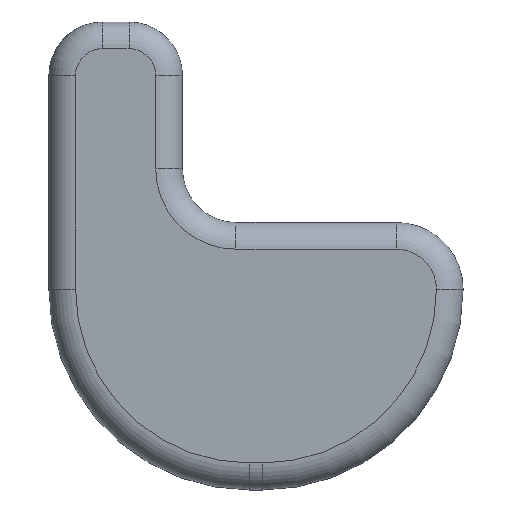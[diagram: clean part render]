
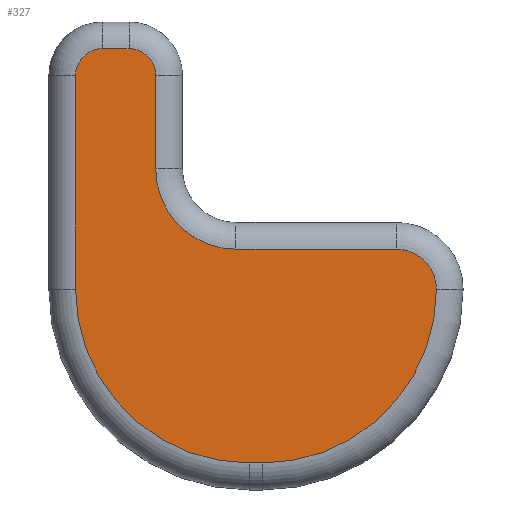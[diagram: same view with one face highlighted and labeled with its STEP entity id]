
A CAD part, top view. The second image highlights one B-rep face of the part: STEP entity #327.
In plain terms, the highlighted planar face has unit normal (0, 0, 1).
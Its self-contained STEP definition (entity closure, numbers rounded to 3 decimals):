
#106 = VERTEX_POINT('',#107);
#107 = CARTESIAN_POINT('',(-16.,19.,0.));
#116 = VERTEX_POINT('',#117);
#117 = CARTESIAN_POINT('',(-14.,19.,0.));
#124 = EDGE_CURVE('',#106,#116,#125,.T.);
#125 = LINE('',#126,#127);
#126 = CARTESIAN_POINT('',(-16.,19.,0.));
#127 = VECTOR('',#128,1.);
#128 = DIRECTION('',(1.,0.,0.));
#282 = VERTEX_POINT('',#283);
#283 = CARTESIAN_POINT('',(-18.,17.,0.));
#290 = EDGE_CURVE('',#282,#106,#291,.T.);
#291 = CIRCLE('',#292,2.);
#292 = AXIS2_PLACEMENT_3D('',#293,#294,#295);
#293 = CARTESIAN_POINT('',(-16.,17.,0.));
#294 = DIRECTION('',(0.,0.,-1.));
#295 = DIRECTION('',(-1.,0.,0.));
#327 = ADVANCED_FACE('',(#328),#407,.F.);
#328 = FACE_BOUND('',#329,.F.);
#329 = EDGE_LOOP('',(#330,#338,#339,#340,#349,#357,#366,#374,#383,#392,
    #400));
#330 = ORIENTED_EDGE('',*,*,#331,.T.);
#331 = EDGE_CURVE('',#332,#282,#334,.T.);
#332 = VERTEX_POINT('',#333);
#333 = CARTESIAN_POINT('',(-18.,1.,0.));
#334 = LINE('',#335,#336);
#335 = CARTESIAN_POINT('',(-18.,1.,0.));
#336 = VECTOR('',#337,1.);
#337 = DIRECTION('',(0.,1.,0.));
#338 = ORIENTED_EDGE('',*,*,#290,.T.);
#339 = ORIENTED_EDGE('',*,*,#124,.T.);
#340 = ORIENTED_EDGE('',*,*,#341,.T.);
#341 = EDGE_CURVE('',#116,#342,#344,.T.);
#342 = VERTEX_POINT('',#343);
#343 = CARTESIAN_POINT('',(-12.,17.,0.));
#344 = CIRCLE('',#345,2.);
#345 = AXIS2_PLACEMENT_3D('',#346,#347,#348);
#346 = CARTESIAN_POINT('',(-14.,17.,0.));
#347 = DIRECTION('',(0.,0.,-1.));
#348 = DIRECTION('',(0.,1.,0.));
#349 = ORIENTED_EDGE('',*,*,#350,.T.);
#350 = EDGE_CURVE('',#342,#351,#353,.T.);
#351 = VERTEX_POINT('',#352);
#352 = CARTESIAN_POINT('',(-12.,10.,0.));
#353 = LINE('',#354,#355);
#354 = CARTESIAN_POINT('',(-12.,17.,0.));
#355 = VECTOR('',#356,1.);
#356 = DIRECTION('',(0.,-1.,0.));
#357 = ORIENTED_EDGE('',*,*,#358,.T.);
#358 = EDGE_CURVE('',#351,#359,#361,.T.);
#359 = VERTEX_POINT('',#360);
#360 = CARTESIAN_POINT('',(-6.,4.,0.));
#361 = CIRCLE('',#362,6.);
#362 = AXIS2_PLACEMENT_3D('',#363,#364,#365);
#363 = CARTESIAN_POINT('',(-6.,10.,0.));
#364 = DIRECTION('',(0.,-0.,1.));
#365 = DIRECTION('',(-1.,0.,0.));
#366 = ORIENTED_EDGE('',*,*,#367,.T.);
#367 = EDGE_CURVE('',#359,#368,#370,.T.);
#368 = VERTEX_POINT('',#369);
#369 = CARTESIAN_POINT('',(6.,4.,0.));
#370 = LINE('',#371,#372);
#371 = CARTESIAN_POINT('',(-6.,4.,0.));
#372 = VECTOR('',#373,1.);
#373 = DIRECTION('',(1.,0.,0.));
#374 = ORIENTED_EDGE('',*,*,#375,.T.);
#375 = EDGE_CURVE('',#368,#376,#378,.T.);
#376 = VERTEX_POINT('',#377);
#377 = CARTESIAN_POINT('',(9.,1.,0.));
#378 = CIRCLE('',#379,3.);
#379 = AXIS2_PLACEMENT_3D('',#380,#381,#382);
#380 = CARTESIAN_POINT('',(6.,1.,0.));
#381 = DIRECTION('',(0.,0.,-1.));
#382 = DIRECTION('',(0.,1.,0.));
#383 = ORIENTED_EDGE('',*,*,#384,.T.);
#384 = EDGE_CURVE('',#376,#385,#387,.T.);
#385 = VERTEX_POINT('',#386);
#386 = CARTESIAN_POINT('',(-4.,-12.,0.));
#387 = CIRCLE('',#388,13.);
#388 = AXIS2_PLACEMENT_3D('',#389,#390,#391);
#389 = CARTESIAN_POINT('',(-4.,1.,0.));
#390 = DIRECTION('',(0.,0.,-1.));
#391 = DIRECTION('',(1.,0.,0.));
#392 = ORIENTED_EDGE('',*,*,#393,.T.);
#393 = EDGE_CURVE('',#385,#394,#396,.T.);
#394 = VERTEX_POINT('',#395);
#395 = CARTESIAN_POINT('',(-5.,-12.,0.));
#396 = LINE('',#397,#398);
#397 = CARTESIAN_POINT('',(-4.,-12.,0.));
#398 = VECTOR('',#399,1.);
#399 = DIRECTION('',(-1.,0.,0.));
#400 = ORIENTED_EDGE('',*,*,#401,.T.);
#401 = EDGE_CURVE('',#394,#332,#402,.T.);
#402 = CIRCLE('',#403,13.);
#403 = AXIS2_PLACEMENT_3D('',#404,#405,#406);
#404 = CARTESIAN_POINT('',(-5.,1.,0.));
#405 = DIRECTION('',(0.,0.,-1.));
#406 = DIRECTION('',(0.,-1.,-0.));
#407 = PLANE('',#408);
#408 = AXIS2_PLACEMENT_3D('',#409,#410,#411);
#409 = CARTESIAN_POINT('',(-7.23,2.443,0.));
#410 = DIRECTION('',(-0.,-0.,-1.));
#411 = DIRECTION('',(-1.,0.,0.));
